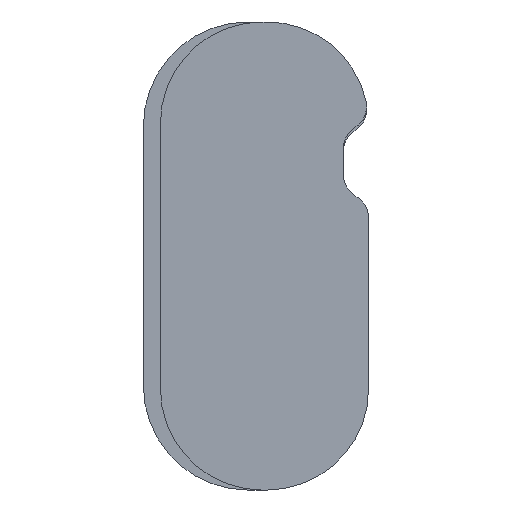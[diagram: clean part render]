
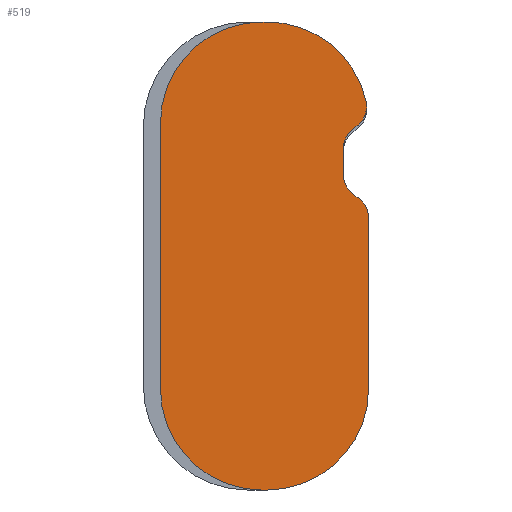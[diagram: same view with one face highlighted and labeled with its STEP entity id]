
A CAD part, front view. The second image highlights one B-rep face of the part: STEP entity #519.
In plain terms, the highlighted planar face has unit normal (0, -1, 0).
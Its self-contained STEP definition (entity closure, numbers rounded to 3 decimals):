
#17=PLANE('',#568);
#33=FACE_OUTER_BOUND('',#63,.T.);
#63=EDGE_LOOP('',(#353,#354,#355,#356,#357,#358,#359,#360,#361,#362,#363,
#364,#365));
#94=LINE('',#816,#140);
#95=LINE('',#820,#141);
#96=LINE('',#824,#142);
#97=LINE('',#828,#143);
#98=LINE('',#833,#144);
#140=VECTOR('',#645,10.);
#141=VECTOR('',#648,10.);
#142=VECTOR('',#651,10.);
#143=VECTOR('',#654,10.);
#144=VECTOR('',#659,10.);
#184=CIRCLE('',#564,1.);
#185=CIRCLE('',#566,1.);
#187=CIRCLE('',#569,4.);
#188=CIRCLE('',#570,4.);
#189=CIRCLE('',#571,4.);
#190=CIRCLE('',#572,4.);
#191=CIRCLE('',#573,1.);
#192=CIRCLE('',#574,1.);
#217=VERTEX_POINT('',#801);
#218=VERTEX_POINT('',#803);
#219=VERTEX_POINT('',#807);
#221=VERTEX_POINT('',#813);
#222=VERTEX_POINT('',#815);
#223=VERTEX_POINT('',#817);
#224=VERTEX_POINT('',#819);
#225=VERTEX_POINT('',#821);
#226=VERTEX_POINT('',#823);
#227=VERTEX_POINT('',#825);
#228=VERTEX_POINT('',#827);
#229=VERTEX_POINT('',#829);
#230=VERTEX_POINT('',#831);
#269=EDGE_CURVE('',#217,#218,#184,.T.);
#271=EDGE_CURVE('',#218,#219,#185,.T.);
#274=EDGE_CURVE('',#221,#217,#187,.T.);
#275=EDGE_CURVE('',#222,#221,#94,.T.);
#276=EDGE_CURVE('',#223,#222,#188,.T.);
#277=EDGE_CURVE('',#223,#224,#95,.T.);
#278=EDGE_CURVE('',#225,#224,#189,.T.);
#279=EDGE_CURVE('',#226,#225,#96,.T.);
#280=EDGE_CURVE('',#227,#226,#190,.T.);
#281=EDGE_CURVE('',#228,#227,#97,.T.);
#282=EDGE_CURVE('',#229,#228,#191,.T.);
#283=EDGE_CURVE('',#230,#229,#192,.T.);
#284=EDGE_CURVE('',#230,#219,#98,.T.);
#353=ORIENTED_EDGE('',*,*,#269,.F.);
#354=ORIENTED_EDGE('',*,*,#274,.F.);
#355=ORIENTED_EDGE('',*,*,#275,.F.);
#356=ORIENTED_EDGE('',*,*,#276,.F.);
#357=ORIENTED_EDGE('',*,*,#277,.T.);
#358=ORIENTED_EDGE('',*,*,#278,.F.);
#359=ORIENTED_EDGE('',*,*,#279,.F.);
#360=ORIENTED_EDGE('',*,*,#280,.F.);
#361=ORIENTED_EDGE('',*,*,#281,.F.);
#362=ORIENTED_EDGE('',*,*,#282,.F.);
#363=ORIENTED_EDGE('',*,*,#283,.F.);
#364=ORIENTED_EDGE('',*,*,#284,.T.);
#365=ORIENTED_EDGE('',*,*,#271,.F.);
#519=ADVANCED_FACE('',(#33),#17,.T.);
#564=AXIS2_PLACEMENT_3D('',#804,#631,#632);
#566=AXIS2_PLACEMENT_3D('',#808,#636,#637);
#568=AXIS2_PLACEMENT_3D('',#812,#641,#642);
#569=AXIS2_PLACEMENT_3D('',#814,#643,#644);
#570=AXIS2_PLACEMENT_3D('',#818,#646,#647);
#571=AXIS2_PLACEMENT_3D('',#822,#649,#650);
#572=AXIS2_PLACEMENT_3D('',#826,#652,#653);
#573=AXIS2_PLACEMENT_3D('',#830,#655,#656);
#574=AXIS2_PLACEMENT_3D('',#832,#657,#658);
#631=DIRECTION('center_axis',(0.,1.,0.));
#632=DIRECTION('ref_axis',(0.927,0.,-0.376));
#636=DIRECTION('center_axis',(0.,-1.,0.));
#637=DIRECTION('ref_axis',(-0.707,0.,0.707));
#641=DIRECTION('center_axis',(0.,-1.,0.));
#642=DIRECTION('ref_axis',(-1.,0.,0.));
#643=DIRECTION('center_axis',(0.,1.,0.));
#644=DIRECTION('ref_axis',(0.707,0.,0.707));
#645=DIRECTION('',(1.,0.,0.));
#646=DIRECTION('center_axis',(0.,1.,0.));
#647=DIRECTION('ref_axis',(-0.707,0.,0.707));
#648=DIRECTION('',(0.,0.,-1.));
#649=DIRECTION('center_axis',(0.,1.,0.));
#650=DIRECTION('ref_axis',(-0.707,0.,-0.707));
#651=DIRECTION('',(-1.,0.,0.));
#652=DIRECTION('center_axis',(0.,1.,0.));
#653=DIRECTION('ref_axis',(0.707,0.,-0.707));
#654=DIRECTION('',(0.,0.,-1.));
#655=DIRECTION('center_axis',(0.,1.,0.));
#656=DIRECTION('ref_axis',(0.866,0.,0.5));
#657=DIRECTION('center_axis',(0.,-1.,0.));
#658=DIRECTION('ref_axis',(-0.707,0.,-0.707));
#659=DIRECTION('',(0.,0.,1.));
#801=CARTESIAN_POINT('',(263.775,80.651,15.362));
#803=CARTESIAN_POINT('',(263.34,80.651,14.292));
#804=CARTESIAN_POINT('Origin',(262.801,80.651,15.134));
#807=CARTESIAN_POINT('',(262.88,80.651,13.45));
#808=CARTESIAN_POINT('Origin',(263.88,80.651,13.45));
#812=CARTESIAN_POINT('Origin',(263.88,80.651,18.45));
#813=CARTESIAN_POINT('',(259.88,80.651,18.45));
#814=CARTESIAN_POINT('Origin',(259.88,80.651,14.45));
#815=CARTESIAN_POINT('',(259.673,80.651,18.45));
#816=CARTESIAN_POINT('',(255.673,80.651,18.45));
#817=CARTESIAN_POINT('',(255.673,80.651,14.45));
#818=CARTESIAN_POINT('Origin',(259.673,80.651,14.45));
#819=CARTESIAN_POINT('',(255.673,80.651,4.));
#820=CARTESIAN_POINT('',(255.673,80.651,18.45));
#821=CARTESIAN_POINT('',(259.673,80.651,0.));
#822=CARTESIAN_POINT('Origin',(259.673,80.651,4.));
#823=CARTESIAN_POINT('',(259.88,80.651,0.));
#824=CARTESIAN_POINT('',(255.673,80.651,0.));
#825=CARTESIAN_POINT('',(263.88,80.651,4.));
#826=CARTESIAN_POINT('Origin',(259.88,80.651,4.));
#827=CARTESIAN_POINT('',(263.88,80.651,10.718));
#828=CARTESIAN_POINT('',(263.88,80.651,18.45));
#829=CARTESIAN_POINT('',(263.38,80.651,11.584));
#830=CARTESIAN_POINT('Origin',(262.88,80.651,10.718));
#831=CARTESIAN_POINT('',(262.88,80.651,12.45));
#832=CARTESIAN_POINT('Origin',(263.88,80.651,12.45));
#833=CARTESIAN_POINT('',(262.88,80.651,15.7));
